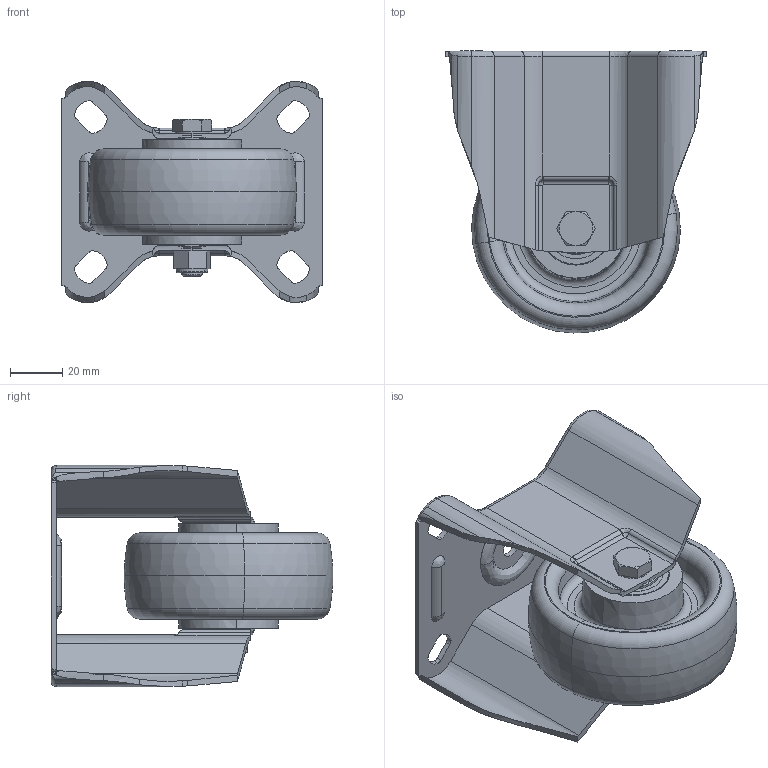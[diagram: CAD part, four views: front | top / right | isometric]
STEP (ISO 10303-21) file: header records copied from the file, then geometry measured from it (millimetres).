
FILE_DESCRIPTION (( 'STEP AP214' ), '1' );
FILE_NAME ('0029864_B-MV-PAM-080-K_(A-03).step', '2019-10-11T09:38:25', ( '' ), ( '' ), 'SwSTEP 2.0', 'SolidWorks 2018', '' );
FILE_SCHEMA (( 'AUTOMOTIVE_DESIGN' ));
Length unit declared in the file: millimetre
Products named in the file (1): 0029864_B-MV-PAM-080-K_(A-03)
Bounding box: 100 x 107.99 x 84.8 mm (x, y, z)
Surface area: 80045 mm2 (no closed solid volume)
Topology: 0 solids, 14 shells, 443 faces, 1075 edges, 675 vertices
Faces by surface type: cylinder 196, plane 107, torus 52, bspline 52, cone 36
Entity records: 21042 total; most frequent: CARTESIAN_POINT 6223, ORIENTED_EDGE 2132, DIRECTION 1937, EDGE_CURVE 1074, AXIS2_PLACEMENT_3D 791, VERTEX_POINT 675, EDGE_LOOP 494, UNCERTAINTY_MEASURE_WITH_UNIT 452
